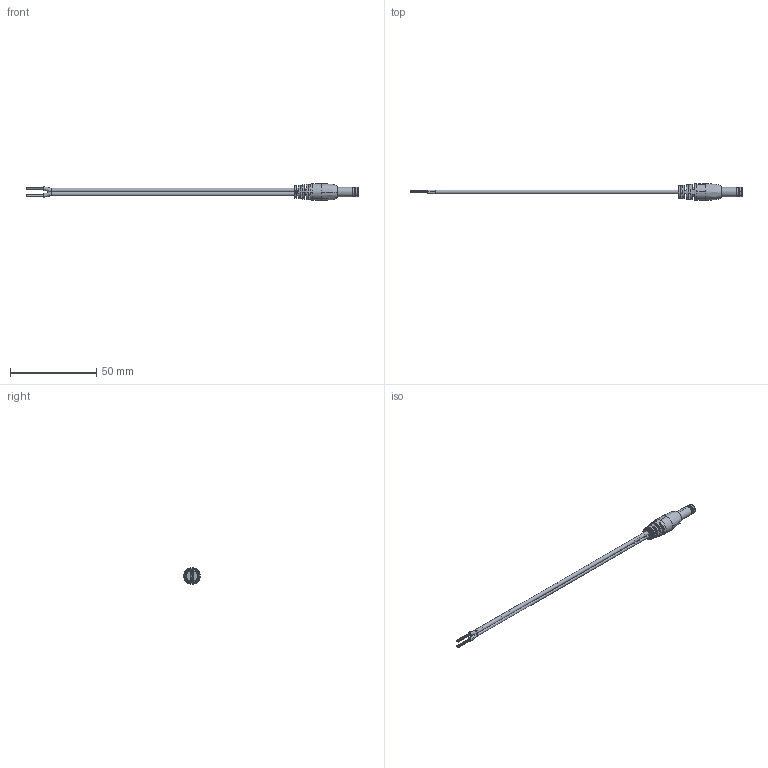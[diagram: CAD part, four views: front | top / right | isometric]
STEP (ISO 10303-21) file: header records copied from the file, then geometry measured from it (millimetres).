
FILE_DESCRIPTION (( 'STEP AP203' ), '1' );
FILE_NAME ('10-01242.step', '2016-09-15T23:39:43', ( '' ), ( '' ), 'SwSTEP 2.0', 'SolidWorks 2015', '' );
FILE_SCHEMA (( 'CONFIG_CONTROL_DESIGN' ));
Length unit declared in the file: millimetre
Products named in the file (7): 50-00313 shell; 24-00003; 10-01242; 50-00313; 50-00313 spring contact; 50-00313 insulator; 30-00396_stripped and tinned
Assembly tree (6 placements, depth 3):
  10-01242
    50-00313
      50-00313 insulator
      50-00313 shell
      50-00313 spring contact
    24-00003
    30-00396_stripped and tinned
Bounding box: 192.68 x 9.6 x 9.6 mm (x, y, z)
Volume: 2818.4 mm3; surface area: 17639 mm2
Topology: 180 solids, 180 shells, 1265 faces, 2614 edges, 1724 vertices
Faces by surface type: cylinder 584, plane 472, bspline 161, torus 24, cone 24
Entity records: 39488 total; most frequent: CARTESIAN_POINT 11755, DIRECTION 5751, ORIENTED_EDGE 5228, EDGE_CURVE 2614, AXIS2_PLACEMENT_3D 2433, VERTEX_POINT 1724, EDGE_LOOP 1454, CIRCLE 1319
